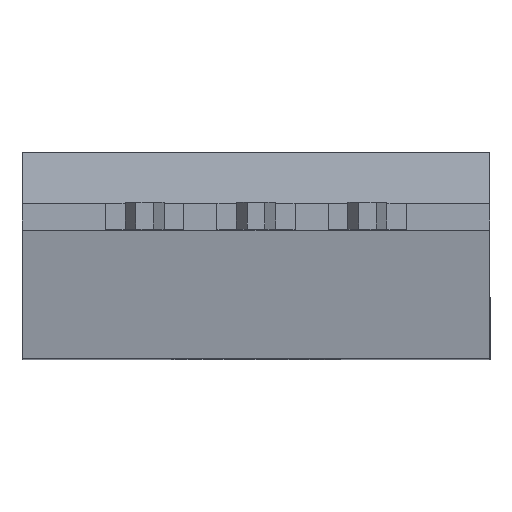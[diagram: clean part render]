
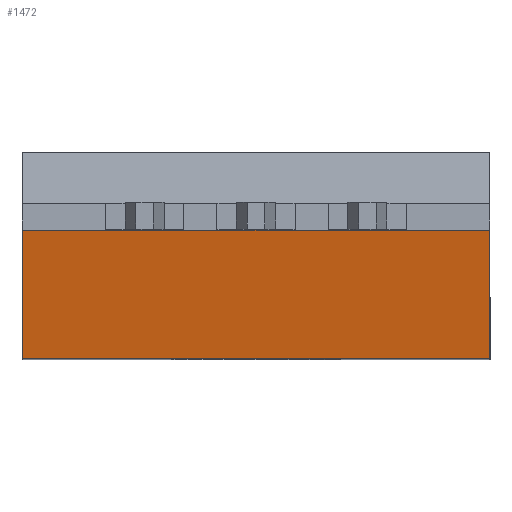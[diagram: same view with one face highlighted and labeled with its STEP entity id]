
A CAD part, top view. The second image highlights one B-rep face of the part: STEP entity #1472.
In plain terms, the highlighted planar face has unit normal (0, -0.169, 0.986).
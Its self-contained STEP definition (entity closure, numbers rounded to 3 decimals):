
#157 = CARTESIAN_POINT ( 'NONE',  ( -5.335, 2.22, 9.255 ) ) ;
#259 = CARTESIAN_POINT ( 'NONE',  ( -5.335, 2.22, 9.255 ) ) ;
#275 = CARTESIAN_POINT ( 'NONE',  ( -1.65, 2.22, 9.255 ) ) ;
#278 = EDGE_CURVE ( 'NONE', #327, #286, #1379, .T. ) ;
#286 = VERTEX_POINT ( 'NONE', #2032 ) ;
#315 = VERTEX_POINT ( 'NONE', #486 ) ;
#326 = CARTESIAN_POINT ( 'NONE',  ( -5.335, 2.22, 9.255 ) ) ;
#327 = VERTEX_POINT ( 'NONE', #275 ) ;
#350 = VECTOR ( 'NONE', #2552, 1000. ) ;
#382 = LINE ( 'NONE', #157, #1649 ) ;
#420 = LINE ( 'NONE', #2730, #635 ) ;
#437 = VECTOR ( 'NONE', #2220, 1000. ) ;
#468 = DIRECTION ( 'NONE',  ( 1., 0., 0. ) ) ;
#477 = CARTESIAN_POINT ( 'NONE',  ( -5.335, 2.22, 9.255 ) ) ;
#486 = CARTESIAN_POINT ( 'NONE',  ( -0.89, 2.22, 9.255 ) ) ;
#493 = VECTOR ( 'NONE', #1295, 1000. ) ;
#517 = LINE ( 'NONE', #2556, #639 ) ;
#537 = DIRECTION ( 'NONE',  ( 1., 0., 0. ) ) ;
#551 = VERTEX_POINT ( 'NONE', #1672 ) ;
#580 = ORIENTED_EDGE ( 'NONE', *, *, #1762, .F. ) ;
#608 = PLANE ( 'NONE',  #1313 ) ;
#635 = VECTOR ( 'NONE', #1840, 1000. ) ;
#639 = VECTOR ( 'NONE', #1899, 1000. ) ;
#737 = VECTOR ( 'NONE', #537, 1000. ) ;
#770 = FACE_OUTER_BOUND ( 'NONE', #1676, .T. ) ;
#833 = VECTOR ( 'NONE', #933, 1000. ) ;
#887 = EDGE_CURVE ( 'NONE', #2697, #2737, #382, .T. ) ;
#896 = ORIENTED_EDGE ( 'NONE', *, *, #2497, .F. ) ;
#926 = CARTESIAN_POINT ( 'NONE',  ( -1.65, 2.22, 9.255 ) ) ;
#933 = DIRECTION ( 'NONE',  ( 1., 0., 0. ) ) ;
#984 = LINE ( 'NONE', #2777, #350 ) ;
#1016 = VECTOR ( 'NONE', #468, 1000. ) ;
#1028 = EDGE_CURVE ( 'NONE', #1367, #2628, #517, .T. ) ;
#1063 = CARTESIAN_POINT ( 'NONE',  ( 5.335, -0.7, 8.755 ) ) ;
#1071 = CARTESIAN_POINT ( 'NONE',  ( -5.335, 2.22, 9.255 ) ) ;
#1097 = LINE ( 'NONE', #259, #1016 ) ;
#1212 = ORIENTED_EDGE ( 'NONE', *, *, #2122, .T. ) ;
#1253 = DIRECTION ( 'NONE',  ( -1., 0., 0. ) ) ;
#1295 = DIRECTION ( 'NONE',  ( 1., 0., 0. ) ) ;
#1313 = AXIS2_PLACEMENT_3D ( 'NONE', #2663, #2448, #1317 ) ;
#1317 = DIRECTION ( 'NONE',  ( 0., 0.986, 0.169 ) ) ;
#1323 = ORIENTED_EDGE ( 'NONE', *, *, #887, .F. ) ;
#1360 = CARTESIAN_POINT ( 'NONE',  ( 3.43, 2.22, 9.255 ) ) ;
#1367 = VERTEX_POINT ( 'NONE', #1360 ) ;
#1379 = LINE ( 'NONE', #926, #437 ) ;
#1472 = ADVANCED_FACE ( 'NONE', ( #770 ), #608, .F. ) ;
#1544 = ORIENTED_EDGE ( 'NONE', *, *, #1548, .T. ) ;
#1548 = EDGE_CURVE ( 'NONE', #1902, #315, #2208, .T. ) ;
#1649 = VECTOR ( 'NONE', #2440, 1000. ) ;
#1672 = CARTESIAN_POINT ( 'NONE',  ( 5.335, 2.22, 9.255 ) ) ;
#1676 = EDGE_LOOP ( 'NONE', ( #2724, #1925, #2398, #896, #1544, #580, #2572, #2342, #1323, #1212 ) ) ;
#1762 = EDGE_CURVE ( 'NONE', #327, #315, #1878, .T. ) ;
#1790 = EDGE_CURVE ( 'NONE', #2787, #551, #984, .T. ) ;
#1840 = DIRECTION ( 'NONE',  ( 1., 0., 0. ) ) ;
#1878 = LINE ( 'NONE', #477, #833 ) ;
#1889 = CARTESIAN_POINT ( 'NONE',  ( 1.65, 2.22, 9.255 ) ) ;
#1899 = DIRECTION ( 'NONE',  ( -1., 0., 0. ) ) ;
#1902 = VERTEX_POINT ( 'NONE', #2477 ) ;
#1925 = ORIENTED_EDGE ( 'NONE', *, *, #2420, .F. ) ;
#2032 = CARTESIAN_POINT ( 'NONE',  ( -3.43, 2.22, 9.255 ) ) ;
#2122 = EDGE_CURVE ( 'NONE', #2697, #2787, #2407, .T. ) ;
#2208 = LINE ( 'NONE', #2919, #2853 ) ;
#2220 = DIRECTION ( 'NONE',  ( -1., 0., 0. ) ) ;
#2342 = ORIENTED_EDGE ( 'NONE', *, *, #2896, .F. ) ;
#2362 = CARTESIAN_POINT ( 'NONE',  ( -5.335, -0.7, 8.755 ) ) ;
#2398 = ORIENTED_EDGE ( 'NONE', *, *, #1028, .T. ) ;
#2407 = LINE ( 'NONE', #2636, #737 ) ;
#2420 = EDGE_CURVE ( 'NONE', #1367, #551, #2882, .T. ) ;
#2440 = DIRECTION ( 'NONE',  ( 0., 0.986, 0.169 ) ) ;
#2448 = DIRECTION ( 'NONE',  ( 0., 0.169, -0.986 ) ) ;
#2477 = CARTESIAN_POINT ( 'NONE',  ( 0.89, 2.22, 9.255 ) ) ;
#2497 = EDGE_CURVE ( 'NONE', #1902, #2628, #420, .T. ) ;
#2552 = DIRECTION ( 'NONE',  ( 0., 0.986, 0.169 ) ) ;
#2556 = CARTESIAN_POINT ( 'NONE',  ( 3.43, 2.22, 9.255 ) ) ;
#2572 = ORIENTED_EDGE ( 'NONE', *, *, #278, .T. ) ;
#2628 = VERTEX_POINT ( 'NONE', #1889 ) ;
#2636 = CARTESIAN_POINT ( 'NONE',  ( -5.335, -0.7, 8.755 ) ) ;
#2663 = CARTESIAN_POINT ( 'NONE',  ( -5.335, 2.22, 9.255 ) ) ;
#2697 = VERTEX_POINT ( 'NONE', #2362 ) ;
#2724 = ORIENTED_EDGE ( 'NONE', *, *, #1790, .T. ) ;
#2730 = CARTESIAN_POINT ( 'NONE',  ( -5.335, 2.22, 9.255 ) ) ;
#2737 = VERTEX_POINT ( 'NONE', #326 ) ;
#2777 = CARTESIAN_POINT ( 'NONE',  ( 5.335, 2.22, 9.255 ) ) ;
#2787 = VERTEX_POINT ( 'NONE', #1063 ) ;
#2853 = VECTOR ( 'NONE', #1253, 1000. ) ;
#2882 = LINE ( 'NONE', #1071, #493 ) ;
#2896 = EDGE_CURVE ( 'NONE', #2737, #286, #1097, .T. ) ;
#2919 = CARTESIAN_POINT ( 'NONE',  ( 0.89, 2.22, 9.255 ) ) ;
